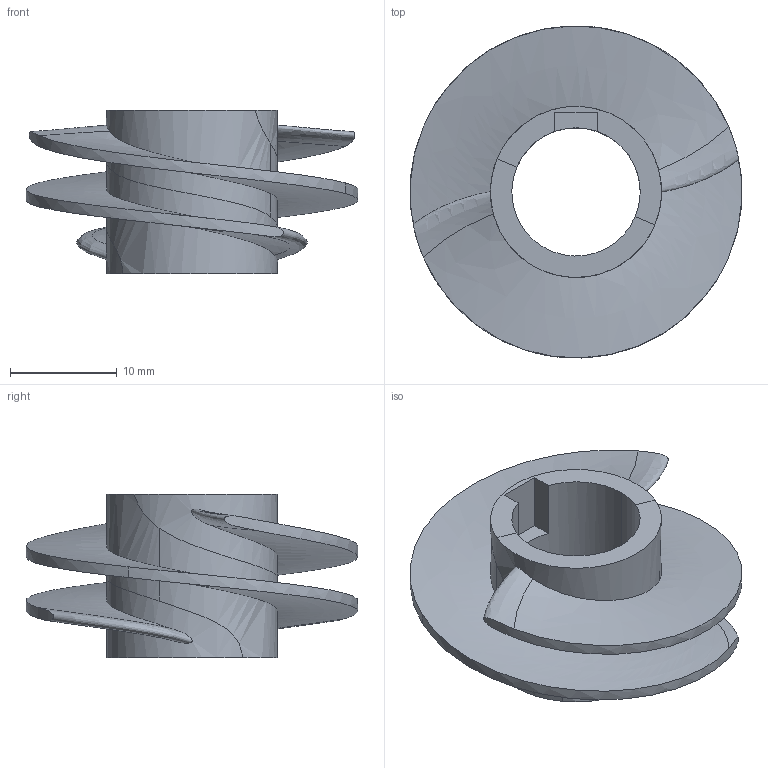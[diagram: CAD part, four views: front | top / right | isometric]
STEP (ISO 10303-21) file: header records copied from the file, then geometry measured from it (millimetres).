
FILE_DESCRIPTION (( 'STEP AP214' ), '1' );
FILE_NAME ('kerosene_PDR_inducer_integrated.STEP', '2024-11-03T23:38:26', ( '' ), ( '' ), 'SwSTEP 2.0', 'SolidWorks 2024', '' );
FILE_SCHEMA (( 'AUTOMOTIVE_DESIGN' ));
Length unit declared in the file: millimetre
Products named in the file (1): kerosene_PDR_inducer_integrated
Bounding box: 31 x 31.04 x 15.31 mm (x, y, z)
Volume: 2320.6 mm3; surface area: 3653.4 mm2
Topology: 1 solids, 1 shells, 26 faces, 78 edges, 52 vertices
Faces by surface type: bspline 20, plane 4, cylinder 2
Entity records: 9502 total; most frequent: CARTESIAN_POINT 8926, ORIENTED_EDGE 156, EDGE_CURVE 78, DIRECTION 59, VERTEX_POINT 52, B_SPLINE_CURVE_WITH_KNOTS 51, FACE_OUTER_BOUND 26, EDGE_LOOP 26
